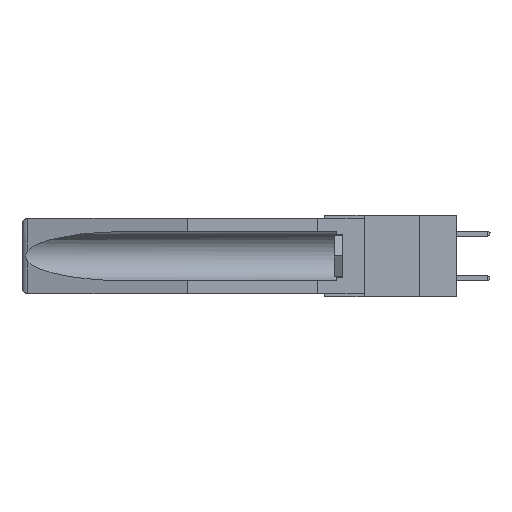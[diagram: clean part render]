
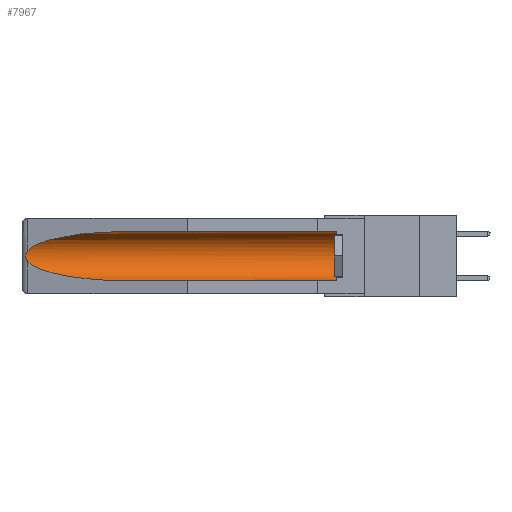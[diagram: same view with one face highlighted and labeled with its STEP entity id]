
A CAD part, left-side view. The second image highlights one B-rep face of the part: STEP entity #7967.
In plain terms, the highlighted cylindrical face has radius 2.857 mm (diameter 5.715 mm), a partial arc.
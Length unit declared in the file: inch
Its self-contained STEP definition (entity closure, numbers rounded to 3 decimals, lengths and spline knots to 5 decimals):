
#152 = DIRECTION ( 'NONE',  ( 0., 1., 0. ) ) ;
#167 = FACE_OUTER_BOUND ( 'NONE', #11477, .T. ) ;
#1577 = CARTESIAN_POINT ( 'NONE',  ( 0.2675, 1.53308, -0.17534 ) ) ;
#1842 = EDGE_CURVE ( 'NONE', #14652, #10211, #9707, .T. ) ;
#2421 = VERTEX_POINT ( 'NONE', #10846 ) ;
#3705 = CARTESIAN_POINT ( 'NONE',  ( 0.26597, 1.52961, -0.15275 ) ) ;
#5070 = CARTESIAN_POINT ( 'NONE',  ( 0.155, 0.126, -0.1715 ) ) ;
#5923 = CARTESIAN_POINT ( 'NONE',  ( 0.26655, 1.53094, -0.18657 ) ) ;
#6377 = CARTESIAN_POINT ( 'NONE',  ( 0.26537, 1.52718, -0.19328 ) ) ;
#6806 = CARTESIAN_POINT ( 'NONE',  ( 0.155, 1.07973, -0.284 ) ) ;
#7626 = ORIENTED_EDGE ( 'NONE', *, *, #1842, .T. ) ;
#7967 = ADVANCED_FACE ( 'NONE', ( #167 ), #16740, .F. ) ;
#8473 = CARTESIAN_POINT ( 'NONE',  ( 0.2675, 1.53308, -0.16763 ) ) ;
#9707 = B_SPLINE_CURVE_WITH_KNOTS ( 'NONE', 3,
 ( #18107, #3705, #15781, #20760, #8473, #1577, #20331, #5923, #22768, #25613 ),
 .UNSPECIFIED., .F., .F.,
 ( 4, 2, 2, 2, 4 ),
 ( 0., 0.00029, 0.00058, 0.00087, 0.00117 ),
 .UNSPECIFIED. ) ;
#9963 = DIRECTION ( 'NONE',  ( 0., 0., 1. ) ) ;
#10211 = VERTEX_POINT ( 'NONE', #25282 ) ;
#10846 = CARTESIAN_POINT ( 'NONE',  ( 0.155, 0.126, -0.284 ) ) ;
#10893 = CARTESIAN_POINT ( 'NONE',  ( 0.26537, 1.52718, -0.14972 ) ) ;
#10913 = CARTESIAN_POINT ( 'NONE',  ( 0.155, 1.07973, -0.284 ) ) ;
#11040 =( BOUNDED_CURVE ( )  B_SPLINE_CURVE ( 3, ( #14249, #18882, #13823, #26296 ),
 .UNSPECIFIED., .F., .F. ) 
 B_SPLINE_CURVE_WITH_KNOTS ( ( 4, 4 ),
 ( 4.71239, 6.08839 ),
 .UNSPECIFIED. ) 
 CURVE ( )  GEOMETRIC_REPRESENTATION_ITEM ( )  RATIONAL_B_SPLINE_CURVE ( ( 1., 0.848, 0.848, 1. ) ) 
 REPRESENTATION_ITEM ( '' )  );
#11477 = EDGE_LOOP ( 'NONE', ( #29367, #7626, #25152, #12524, #24073, #18827 ) ) ;
#12524 = ORIENTED_EDGE ( 'NONE', *, *, #24420, .F. ) ;
#12616 = AXIS2_PLACEMENT_3D ( 'NONE', #5070, #21945, #9963 ) ;
#12784 = CARTESIAN_POINT ( 'NONE',  ( 0.155, -0.30754, -0.1715 ) ) ;
#12786 = EDGE_CURVE ( 'NONE', #10211, #27866, #16194, .T. ) ;
#12880 = DIRECTION ( 'NONE',  ( 0., 0., 1. ) ) ;
#13497 = LINE ( 'NONE', #23027, #18041 ) ;
#13823 = CARTESIAN_POINT ( 'NONE',  ( 0.25451, 1.48313, -0.09465 ) ) ;
#13852 = VECTOR ( 'NONE', #152, 39.37008 ) ;
#14249 = CARTESIAN_POINT ( 'NONE',  ( 0.155, 1.07973, -0.059 ) ) ;
#14652 = VERTEX_POINT ( 'NONE', #10893 ) ;
#15032 = EDGE_CURVE ( 'NONE', #19472, #14652, #11040, .T. ) ;
#15503 = CARTESIAN_POINT ( 'NONE',  ( 0.21114, 1.30732, -0.284 ) ) ;
#15781 = CARTESIAN_POINT ( 'NONE',  ( 0.26654, 1.53092, -0.15636 ) ) ;
#15994 = AXIS2_PLACEMENT_3D ( 'NONE', #12784, #19803, #12880 ) ;
#16194 =( BOUNDED_CURVE ( )  B_SPLINE_CURVE ( 3, ( #6377, #30238, #15503, #10913 ),
 .UNSPECIFIED., .F., .F. ) 
 B_SPLINE_CURVE_WITH_KNOTS ( ( 4, 4 ),
 ( 0.1948, 1.5708 ),
 .UNSPECIFIED. ) 
 CURVE ( )  GEOMETRIC_REPRESENTATION_ITEM ( )  RATIONAL_B_SPLINE_CURVE ( ( 1., 0.848, 0.848, 1. ) ) 
 REPRESENTATION_ITEM ( '' )  );
#16740 = CYLINDRICAL_SURFACE ( 'NONE', #15994, 0.1125 ) ;
#18041 = VECTOR ( 'NONE', #25449, 39.37008 ) ;
#18107 = CARTESIAN_POINT ( 'NONE',  ( 0.26537, 1.52718, -0.14972 ) ) ;
#18827 = ORIENTED_EDGE ( 'NONE', *, *, #25104, .T. ) ;
#18882 = CARTESIAN_POINT ( 'NONE',  ( 0.21114, 1.30732, -0.059 ) ) ;
#19472 = VERTEX_POINT ( 'NONE', #27623 ) ;
#19803 = DIRECTION ( 'NONE',  ( 0., 1., 0. ) ) ;
#20331 = CARTESIAN_POINT ( 'NONE',  ( 0.2673, 1.53269, -0.17917 ) ) ;
#20760 = CARTESIAN_POINT ( 'NONE',  ( 0.2673, 1.5327, -0.16383 ) ) ;
#21945 = DIRECTION ( 'NONE',  ( 0., -1., 0. ) ) ;
#22768 = CARTESIAN_POINT ( 'NONE',  ( 0.26597, 1.5296, -0.19026 ) ) ;
#22923 = LINE ( 'NONE', #26434, #13852 ) ;
#23027 = CARTESIAN_POINT ( 'NONE',  ( 0.155, -0.30754, -0.284 ) ) ;
#24073 = ORIENTED_EDGE ( 'NONE', *, *, #24760, .T. ) ;
#24420 = EDGE_CURVE ( 'NONE', #2421, #27866, #13497, .T. ) ;
#24760 = EDGE_CURVE ( 'NONE', #2421, #28833, #28074, .T. ) ;
#25104 = EDGE_CURVE ( 'NONE', #28833, #19472, #22923, .T. ) ;
#25152 = ORIENTED_EDGE ( 'NONE', *, *, #12786, .T. ) ;
#25282 = CARTESIAN_POINT ( 'NONE',  ( 0.26537, 1.52718, -0.19328 ) ) ;
#25449 = DIRECTION ( 'NONE',  ( 0., 1., 0. ) ) ;
#25613 = CARTESIAN_POINT ( 'NONE',  ( 0.26537, 1.52718, -0.19328 ) ) ;
#26296 = CARTESIAN_POINT ( 'NONE',  ( 0.26537, 1.52718, -0.14972 ) ) ;
#26434 = CARTESIAN_POINT ( 'NONE',  ( 0.155, -0.30754, -0.059 ) ) ;
#27623 = CARTESIAN_POINT ( 'NONE',  ( 0.155, 1.07973, -0.059 ) ) ;
#27866 = VERTEX_POINT ( 'NONE', #6806 ) ;
#28074 = CIRCLE ( 'NONE', #12616, 0.1125 ) ;
#28833 = VERTEX_POINT ( 'NONE', #30267 ) ;
#29367 = ORIENTED_EDGE ( 'NONE', *, *, #15032, .T. ) ;
#30238 = CARTESIAN_POINT ( 'NONE',  ( 0.25451, 1.48313, -0.24835 ) ) ;
#30267 = CARTESIAN_POINT ( 'NONE',  ( 0.155, 0.126, -0.059 ) ) ;
